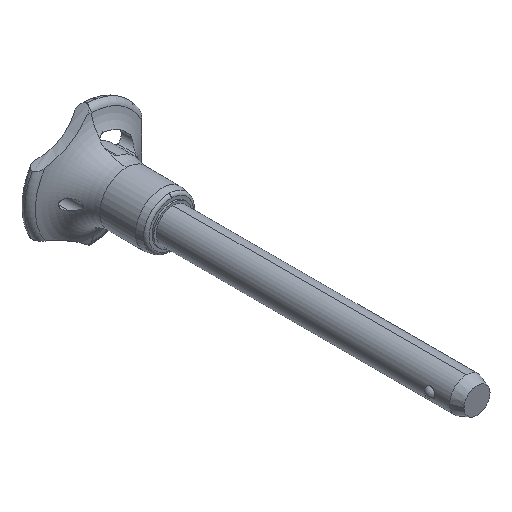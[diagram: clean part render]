
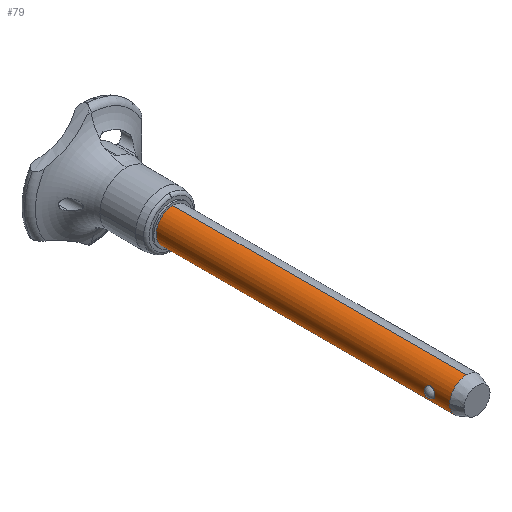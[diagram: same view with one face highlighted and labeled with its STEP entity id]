
A CAD part, isometric view. The second image highlights one B-rep face of the part: STEP entity #79.
In plain terms, the highlighted cylindrical face has radius 3.969 mm (diameter 7.938 mm), a partial arc.
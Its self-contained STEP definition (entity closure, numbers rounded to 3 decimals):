
#79=ADVANCED_FACE('',(#203,#204),#205,.T.);
#203=FACE_OUTER_BOUND('',#375,.T.);
#204=FACE_BOUND('',#376,.T.);
#205=CYLINDRICAL_SURFACE('',#377,3.969);
#375=EDGE_LOOP('',(#546,#547,#548,#549,#550));
#376=EDGE_LOOP('',(#551,#552));
#377=AXIS2_PLACEMENT_3D('',#553,#554,#555);
#546=ORIENTED_EDGE('',*,*,#1059,.F.);
#547=ORIENTED_EDGE('',*,*,#1060,.T.);
#548=ORIENTED_EDGE('',*,*,#1061,.T.);
#549=ORIENTED_EDGE('',*,*,#1062,.F.);
#550=ORIENTED_EDGE('',*,*,#1063,.F.);
#551=ORIENTED_EDGE('',*,*,#1064,.T.);
#552=ORIENTED_EDGE('',*,*,#1065,.T.);
#553=CARTESIAN_POINT('',(0.,-35.941,0.0));
#554=DIRECTION('',(0.,1.0,0.0));
#555=DIRECTION('',(0.0,0.0,-1.0));
#1059=EDGE_CURVE('',#1268,#1269,#1270,.T.);
#1060=EDGE_CURVE('',#1268,#1271,#1272,.T.);
#1061=EDGE_CURVE('',#1271,#1273,#1274,.T.);
#1062=EDGE_CURVE('',#1275,#1273,#1276,.T.);
#1063=EDGE_CURVE('',#1269,#1275,#1277,.T.);
#1064=EDGE_CURVE('',#1278,#1279,#1280,.T.);
#1065=EDGE_CURVE('',#1279,#1278,#1281,.T.);
#1268=VERTEX_POINT('',#1576);
#1269=VERTEX_POINT('',#1577);
#1270=LINE('',#1578,#1579);
#1271=VERTEX_POINT('',#1580);
#1272=CIRCLE('',#1581,3.969);
#1273=VERTEX_POINT('',#1582);
#1274=CIRCLE('',#1583,3.969);
#1275=VERTEX_POINT('',#1584);
#1276=LINE('',#1585,#1586);
#1277=CIRCLE('',#1587,3.969);
#1278=VERTEX_POINT('',#1588);
#1279=VERTEX_POINT('',#1589);
#1280=B_SPLINE_CURVE_WITH_KNOTS('',3,(#1590,#1591,#1592,#1593,#1594,#1595,#1596,#1597,#1598,#1599,#1600,#1601,#1602,#1603,#1604,#1605,#1606,#1607,#1608,#1609,#1610,#1611,#1612,#1613,#1614,#1615),.UNSPECIFIED.,.F.,.F.,(4,2,2,2,2,2,2,2,2,2,2,2,4),(0.0,0.401,0.802,0.988,1.174,1.485,1.795,2.106,2.416,2.603,2.789,3.19,3.59),.UNSPECIFIED.);
#1281=B_SPLINE_CURVE_WITH_KNOTS('',3,(#1616,#1617,#1618,#1619,#1620,#1621,#1622,#1623,#1624,#1625,#1626,#1627,#1628,#1629,#1630,#1631,#1632,#1633,#1634,#1635,#1636,#1637,#1638,#1639,#1640,#1641),.UNSPECIFIED.,.F.,.F.,(4,2,2,2,2,2,2,2,2,2,2,2,4),(3.59,3.991,4.392,4.578,4.764,5.075,5.386,5.696,6.007,6.193,6.379,6.78,7.181),.UNSPECIFIED.);
#1576=CARTESIAN_POINT('',(0.,-69.367,-3.969));
#1577=CARTESIAN_POINT('',(0.,0.0,-3.969));
#1578=CARTESIAN_POINT('',(0.,-35.941,-3.969));
#1579=VECTOR('',#3336,1.0);
#1580=CARTESIAN_POINT('',(-3.969,-69.367,0.));
#1581=AXIS2_PLACEMENT_3D('',#3337,#3338,#3339);
#1582=CARTESIAN_POINT('',(0.,-69.367,3.969));
#1583=AXIS2_PLACEMENT_3D('',#3340,#3341,#3342);
#1584=CARTESIAN_POINT('',(0.,0.,3.969));
#1585=CARTESIAN_POINT('',(0.,-35.941,3.969));
#1586=VECTOR('',#3343,1.0);
#1587=AXIS2_PLACEMENT_3D('',#3344,#3345,#3346);
#1588=CARTESIAN_POINT('',(-3.776,-64.664,1.222));
#1589=CARTESIAN_POINT('',(-3.776,-64.664,-1.222));
#1590=CARTESIAN_POINT('',(-3.776,-64.664,1.222));
#1591=CARTESIAN_POINT('',(-3.776,-64.797,1.222));
#1592=CARTESIAN_POINT('',(-3.784,-64.94,1.197));
#1593=CARTESIAN_POINT('',(-3.815,-65.204,1.095));
#1594=CARTESIAN_POINT('',(-3.837,-65.326,1.018));
#1595=CARTESIAN_POINT('',(-3.868,-65.469,0.889));
#1596=CARTESIAN_POINT('',(-3.879,-65.516,0.841));
#1597=CARTESIAN_POINT('',(-3.9,-65.599,0.736));
#1598=CARTESIAN_POINT('',(-3.911,-65.636,0.68));
#1599=CARTESIAN_POINT('',(-3.933,-65.717,0.536));
#1600=CARTESIAN_POINT('',(-3.947,-65.759,0.432));
#1601=CARTESIAN_POINT('',(-3.964,-65.815,0.216));
#1602=CARTESIAN_POINT('',(-3.969,-65.828,0.104));
#1603=CARTESIAN_POINT('',(-3.969,-65.828,-0.104));
#1604=CARTESIAN_POINT('',(-3.964,-65.815,-0.216));
#1605=CARTESIAN_POINT('',(-3.947,-65.759,-0.432));
#1606=CARTESIAN_POINT('',(-3.933,-65.717,-0.536));
#1607=CARTESIAN_POINT('',(-3.911,-65.636,-0.68));
#1608=CARTESIAN_POINT('',(-3.9,-65.599,-0.736));
#1609=CARTESIAN_POINT('',(-3.879,-65.516,-0.841));
#1610=CARTESIAN_POINT('',(-3.868,-65.469,-0.889));
#1611=CARTESIAN_POINT('',(-3.837,-65.326,-1.018));
#1612=CARTESIAN_POINT('',(-3.815,-65.204,-1.095));
#1613=CARTESIAN_POINT('',(-3.784,-64.94,-1.197));
#1614=CARTESIAN_POINT('',(-3.776,-64.797,-1.222));
#1615=CARTESIAN_POINT('',(-3.776,-64.664,-1.222));
#1616=CARTESIAN_POINT('',(-3.776,-64.664,-1.222));
#1617=CARTESIAN_POINT('',(-3.776,-64.53,-1.222));
#1618=CARTESIAN_POINT('',(-3.784,-64.388,-1.197));
#1619=CARTESIAN_POINT('',(-3.815,-64.124,-1.095));
#1620=CARTESIAN_POINT('',(-3.837,-64.002,-1.018));
#1621=CARTESIAN_POINT('',(-3.868,-63.858,-0.889));
#1622=CARTESIAN_POINT('',(-3.879,-63.812,-0.841));
#1623=CARTESIAN_POINT('',(-3.9,-63.728,-0.736));
#1624=CARTESIAN_POINT('',(-3.911,-63.691,-0.68));
#1625=CARTESIAN_POINT('',(-3.933,-63.611,-0.536));
#1626=CARTESIAN_POINT('',(-3.947,-63.568,-0.432));
#1627=CARTESIAN_POINT('',(-3.964,-63.513,-0.216));
#1628=CARTESIAN_POINT('',(-3.969,-63.5,-0.104));
#1629=CARTESIAN_POINT('',(-3.969,-63.5,0.104));
#1630=CARTESIAN_POINT('',(-3.964,-63.513,0.216));
#1631=CARTESIAN_POINT('',(-3.947,-63.568,0.432));
#1632=CARTESIAN_POINT('',(-3.933,-63.611,0.536));
#1633=CARTESIAN_POINT('',(-3.911,-63.691,0.68));
#1634=CARTESIAN_POINT('',(-3.9,-63.728,0.736));
#1635=CARTESIAN_POINT('',(-3.879,-63.812,0.841));
#1636=CARTESIAN_POINT('',(-3.868,-63.858,0.889));
#1637=CARTESIAN_POINT('',(-3.837,-64.002,1.018));
#1638=CARTESIAN_POINT('',(-3.815,-64.124,1.095));
#1639=CARTESIAN_POINT('',(-3.784,-64.388,1.197));
#1640=CARTESIAN_POINT('',(-3.776,-64.53,1.222));
#1641=CARTESIAN_POINT('',(-3.776,-64.664,1.222));
#3336=DIRECTION('',(0.,1.0,0.0));
#3337=CARTESIAN_POINT('',(0.,-69.367,0.0));
#3338=DIRECTION('',(0.,1.0,0.));
#3339=DIRECTION('',(0.,0.,-1.0));
#3340=CARTESIAN_POINT('',(0.,-69.367,0.0));
#3341=DIRECTION('',(0.,1.0,0.));
#3342=DIRECTION('',(0.,0.,-1.0));
#3343=DIRECTION('',(0.,-1.0,-0.0));
#3344=CARTESIAN_POINT('',(0.,0.0,0.0));
#3345=DIRECTION('',(0.,1.0,0.0));
#3346=DIRECTION('',(0.0,0.0,-1.0));
